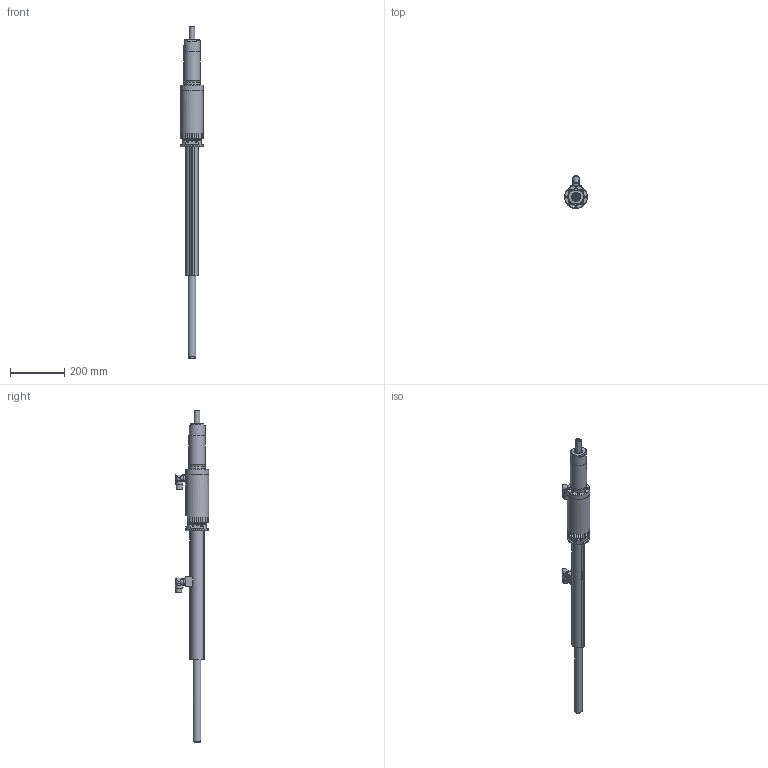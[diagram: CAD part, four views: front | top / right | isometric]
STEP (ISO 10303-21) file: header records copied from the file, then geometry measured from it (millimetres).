
FILE_DESCRIPTION (( 'STEP AP214' ), '1' );
FILE_NAME ('0186-0347_250819_PR01-84x80-SSC-C48x240F-C-300-L.STEP', '2025-08-19T12:50:28', ( '' ), ( '' ), 'SwSTEP 2.0', 'SolidWorks 2025', '' );
FILE_SCHEMA (( 'AUTOMOTIVE_DESIGN' ));
Length unit declared in the file: millimetre
Products named in the file (4): Läufer-Drehwelle-240-300-L; 0180-2417_Dichtung TR08 20x32x8-Lf; Stator_RS01-84x80_48x240F-300-SSC; 0186-0347_250819_PR01-84x80-SSC-C48x240F-C-300-L
Assembly tree (3 placements, depth 2):
  0186-0347_250819_PR01-84x80-SSC-C48x240F-C-300-L
    Stator_RS01-84x80_48x240F-300-SSC
    Läufer-Drehwelle-240-300-L
    0180-2417_Dichtung TR08 20x32x8-Lf
Bounding box: 84 x 121.9 x 1221.6 mm (x, y, z)
Volume: 2607123 mm3; surface area: 459415.8 mm2
Topology: 25 solids, 26 shells, 1048 faces, 2564 edges, 1625 vertices
Faces by surface type: plane 466, cylinder 377, cone 87, torus 75, bspline 35, sphere 8
Full cylindrical faces by diameter (mm): 2.05 x8, 2.1 x4, 2.4 x4, 2.5 x4, 2.7 x8, 2.8 x1, 3 x3, 3.1 x4, 3.2 x2, 3.3 x4, 4 x2, 4.5 x4, 5 x18, 5.3 x4, 5.5 x2, 6 x2, 6.5 x3, 6.6 x2, 8.5 x5, 8.8 x1, 9 x4, 9.6 x1, 10 x6, 11.8 x1, 16 x1, 17 x2, 18 x3, 19.8 x2, 20 x1, 20.4 x1
Entity records: 44142 total; most frequent: CARTESIAN_POINT 9397, DIRECTION 4787, ORIENTED_EDGE 4460, EDGE_CURVE 2230, AXIS2_PLACEMENT_3D 1932, VERTEX_POINT 1531, EDGE_LOOP 1397, FACE_OUTER_BOUND 1211
